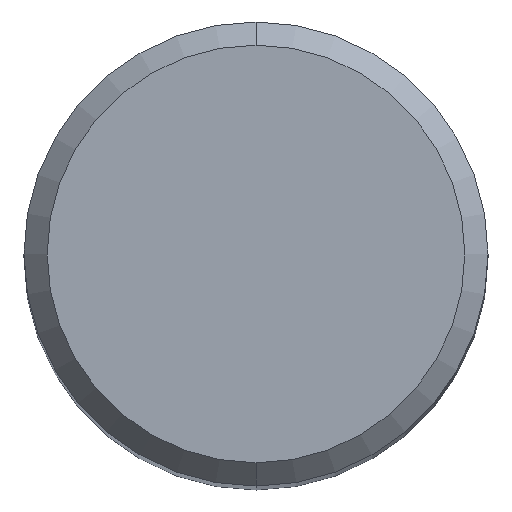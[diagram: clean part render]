
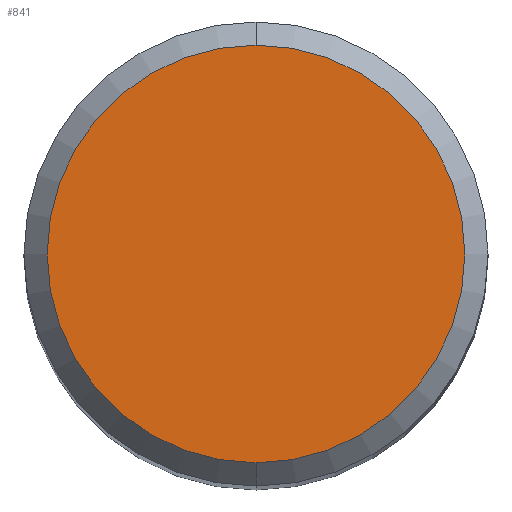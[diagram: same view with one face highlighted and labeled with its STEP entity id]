
A CAD part, top view. The second image highlights one B-rep face of the part: STEP entity #841.
In plain terms, the highlighted planar face has unit normal (0, 0, 1).
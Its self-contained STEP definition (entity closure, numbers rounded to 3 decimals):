
#581=VERTEX_POINT('',#1284);
#669=EDGE_CURVE('',#1013,#581,#1379,.T.);
#841=ADVANCED_FACE('',(#1572),#1573,.T.);
#1011=EDGE_CURVE('',#581,#1013,#1756,.T.);
#1013=VERTEX_POINT('',#1758);
#1284=CARTESIAN_POINT('',(0.,-4.5,0.));
#1379=CIRCLE('',#3807,4.5);
#1572=FACE_OUTER_BOUND('',#6971,.T.);
#1573=PLANE('',#6972);
#1756=CIRCLE('',#10411,4.5);
#1758=CARTESIAN_POINT('',(0.0,4.5,0.));
#3807=AXIS2_PLACEMENT_3D('',#10792,#10793,#10794);
#6971=EDGE_LOOP('',(#11038,#11039));
#6972=AXIS2_PLACEMENT_3D('',#11040,#11041,#11042);
#10411=AXIS2_PLACEMENT_3D('',#11208,#11209,#11210);
#10792=CARTESIAN_POINT('',(0.0,0.0,0.));
#10793=DIRECTION('',(0.0,0.0,-1.0));
#10794=DIRECTION('',(0.0,1.0,0.0));
#11038=ORIENTED_EDGE('',*,*,#669,.F.);
#11039=ORIENTED_EDGE('',*,*,#1011,.F.);
#11040=CARTESIAN_POINT('',(0.0,2.25,0.));
#11041=DIRECTION('',(-0.0,0.0,1.0));
#11042=DIRECTION('',(0.0,-1.0,0.0));
#11208=CARTESIAN_POINT('',(0.0,0.0,0.));
#11209=DIRECTION('',(0.0,0.0,-1.0));
#11210=DIRECTION('',(0.0,1.0,0.0));
